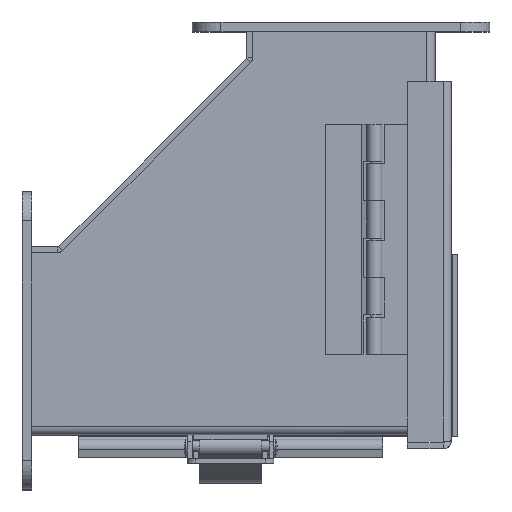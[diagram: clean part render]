
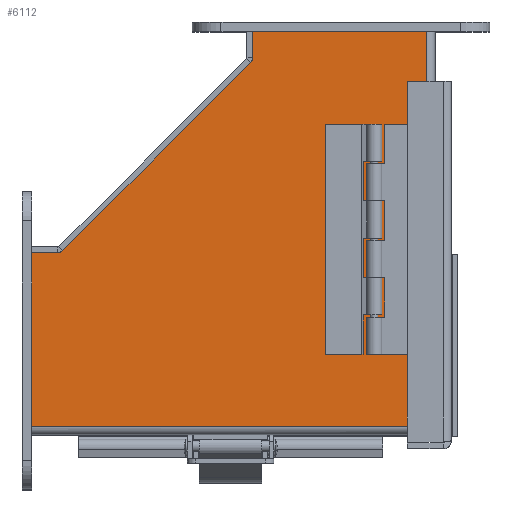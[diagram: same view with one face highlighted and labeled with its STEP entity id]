
A CAD part, top view. The second image highlights one B-rep face of the part: STEP entity #6112.
In plain terms, the highlighted face is planar.
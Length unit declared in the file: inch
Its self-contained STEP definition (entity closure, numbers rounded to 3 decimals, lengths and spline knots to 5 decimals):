
#368=PLANE('',#6603);
#686=FACE_OUTER_BOUND('',#1077,.T.);
#1077=EDGE_LOOP('',(#4925,#4926,#4927,#4928,#4929,#4930,#4931,#4932,#4933,
#4934,#4935));
#1727=LINE('',#9690,#2339);
#1731=LINE('',#9726,#2343);
#1767=LINE('',#9864,#2379);
#1769=LINE('',#9869,#2381);
#1770=LINE('',#9871,#2382);
#1771=LINE('',#9873,#2383);
#1772=LINE('',#9875,#2384);
#1773=LINE('',#9877,#2385);
#1774=LINE('',#9879,#2386);
#1775=LINE('',#9880,#2387);
#1776=LINE('',#9881,#2388);
#2339=VECTOR('',#7746,5.29979);
#2343=VECTOR('',#7754,0.47268);
#2379=VECTOR('',#7832,2.26975);
#2381=VECTOR('',#7836,0.0002);
#2382=VECTOR('',#7837,0.0002);
#2383=VECTOR('',#7838,4.79688);
#2384=VECTOR('',#7839,2.26925);
#2385=VECTOR('',#7840,0.5);
#2386=VECTOR('',#7841,3.53553);
#2387=VECTOR('',#7842,0.5);
#2388=VECTOR('',#7843,0.03074);
#2931=VERTEX_POINT('',#9586);
#2941=VERTEX_POINT('',#9689);
#2944=VERTEX_POINT('',#9724);
#2964=VERTEX_POINT('',#9863);
#2965=VERTEX_POINT('',#9867);
#2966=VERTEX_POINT('',#9868);
#2967=VERTEX_POINT('',#9870);
#2968=VERTEX_POINT('',#9872);
#2969=VERTEX_POINT('',#9874);
#2970=VERTEX_POINT('',#9876);
#2971=VERTEX_POINT('',#9878);
#3596=EDGE_CURVE('',#2941,#2931,#1727,.T.);
#3602=EDGE_CURVE('',#2944,#2931,#1731,.T.);
#3643=EDGE_CURVE('',#2964,#2941,#1767,.T.);
#3645=EDGE_CURVE('',#2965,#2966,#1769,.T.);
#3646=EDGE_CURVE('',#2966,#2967,#1770,.T.);
#3647=EDGE_CURVE('',#2967,#2968,#1771,.T.);
#3648=EDGE_CURVE('',#2968,#2969,#1772,.T.);
#3649=EDGE_CURVE('',#2969,#2970,#1773,.T.);
#3650=EDGE_CURVE('',#2970,#2971,#1774,.T.);
#3651=EDGE_CURVE('',#2971,#2964,#1775,.T.);
#3652=EDGE_CURVE('',#2944,#2965,#1776,.T.);
#4925=ORIENTED_EDGE('',*,*,#3645,.T.);
#4926=ORIENTED_EDGE('',*,*,#3646,.T.);
#4927=ORIENTED_EDGE('',*,*,#3647,.T.);
#4928=ORIENTED_EDGE('',*,*,#3648,.T.);
#4929=ORIENTED_EDGE('',*,*,#3649,.T.);
#4930=ORIENTED_EDGE('',*,*,#3650,.T.);
#4931=ORIENTED_EDGE('',*,*,#3651,.T.);
#4932=ORIENTED_EDGE('',*,*,#3643,.T.);
#4933=ORIENTED_EDGE('',*,*,#3596,.T.);
#4934=ORIENTED_EDGE('',*,*,#3602,.F.);
#4935=ORIENTED_EDGE('',*,*,#3652,.T.);
#6112=ADVANCED_FACE('',(#686),#368,.F.);
#6603=AXIS2_PLACEMENT_3D('',#9866,#7834,#7835);
#7746=DIRECTION('',(0.,1.,0.));
#7754=DIRECTION('',(-1.,0.,0.));
#7832=DIRECTION('',(-1.,0.,0.));
#7834=DIRECTION('center_axis',(0.,0.,1.));
#7835=DIRECTION('ref_axis',(1.,0.,0.));
#7836=DIRECTION('',(1.,0.,0.));
#7837=DIRECTION('',(0.,1.,0.));
#7838=DIRECTION('',(1.,0.,0.));
#7839=DIRECTION('',(0.,-1.,0.));
#7840=DIRECTION('',(-1.,0.,0.));
#7841=DIRECTION('',(-0.707,-0.707,0.));
#7842=DIRECTION('',(0.,-1.,0.));
#7843=DIRECTION('',(0.,-1.,0.));
#9586=CARTESIAN_POINT('',(-4.8487,4.43845,0.));
#9689=CARTESIAN_POINT('',(-4.8487,-0.86134,0.));
#9690=CARTESIAN_POINT('',(-4.8487,0.66316,0.));
#9724=CARTESIAN_POINT('',(-4.37602,4.43845,0.));
#9726=CARTESIAN_POINT('',(-3.62029,4.43845,0.));
#9863=CARTESIAN_POINT('',(-2.57895,-0.86134,0.));
#9864=CARTESIAN_POINT('',(-2.57895,-0.86134,0.));
#9866=CARTESIAN_POINT('Origin',(-2.62822,2.18766,0.));
#9867=CARTESIAN_POINT('',(-4.37602,4.40771,0.));
#9868=CARTESIAN_POINT('',(-4.37582,4.40771,0.));
#9869=CARTESIAN_POINT('',(-3.50212,4.40771,0.));
#9870=CARTESIAN_POINT('',(-4.37582,4.40791,0.));
#9871=CARTESIAN_POINT('',(-4.37582,3.29768,0.));
#9872=CARTESIAN_POINT('',(0.42105,4.40791,0.));
#9873=CARTESIAN_POINT('',(-3.50202,4.40791,0.));
#9874=CARTESIAN_POINT('',(0.42105,2.13866,0.));
#9875=CARTESIAN_POINT('',(0.42105,4.51316,0.));
#9876=CARTESIAN_POINT('',(-0.07895,2.13866,0.));
#9877=CARTESIAN_POINT('',(0.42105,2.13866,0.));
#9878=CARTESIAN_POINT('',(-2.57895,-0.36134,0.));
#9879=CARTESIAN_POINT('',(-0.07895,2.13866,0.));
#9880=CARTESIAN_POINT('',(-2.57895,-0.36134,0.));
#9881=CARTESIAN_POINT('',(-4.37602,3.35041,0.));
